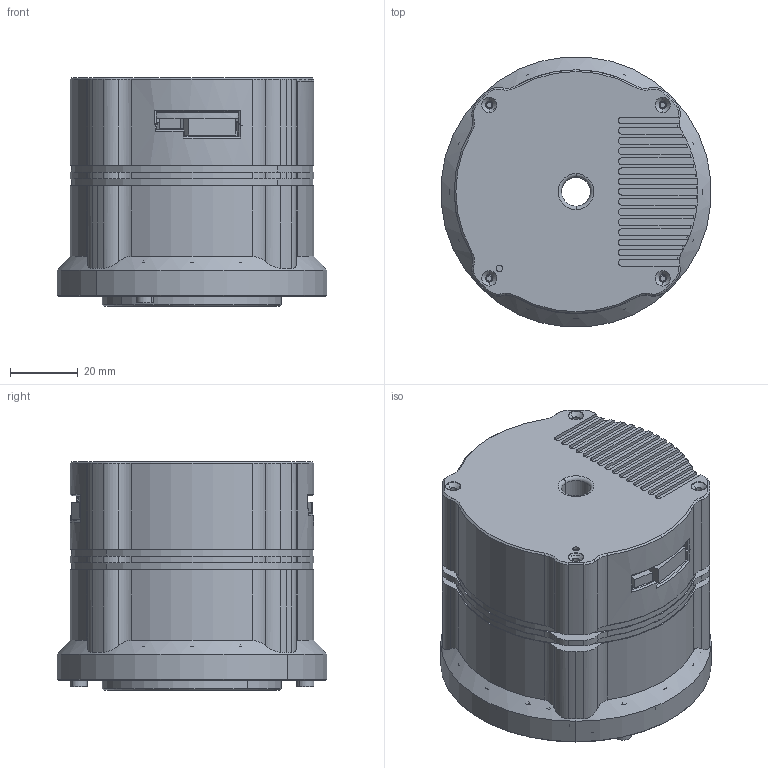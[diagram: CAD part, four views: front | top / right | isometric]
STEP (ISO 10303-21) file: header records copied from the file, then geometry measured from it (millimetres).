
FILE_DESCRIPTION (( 'STEP AP203' ), '1' );
FILE_NAME ('X6-P20-60.STEP', '2024-11-17T08:14:32', ( '' ), ( '' ), 'SwSTEP 2.0', 'SolidWorks 2020', '' );
FILE_SCHEMA (( 'CONFIG_CONTROL_DESIGN' ));
Length unit declared in the file: millimetre
Products named in the file (1): X6-P20-60
Bounding box: 79.7 x 79.7 x 67.5 mm (x, y, z)
Volume: 73952.3 mm3; surface area: 82586 mm2
Topology: 2 solids, 13 shells, 1222 faces, 3194 edges, 2024 vertices
Faces by surface type: cylinder 712, plane 328, cone 176, torus 6
Entity records: 37982 total; most frequent: DIRECTION 7160, CARTESIAN_POINT 6832, ORIENTED_EDGE 6216, EDGE_CURVE 3108, AXIS2_PLACEMENT_3D 2932, VERTEX_POINT 2024, CIRCLE 1709, EDGE_LOOP 1382
